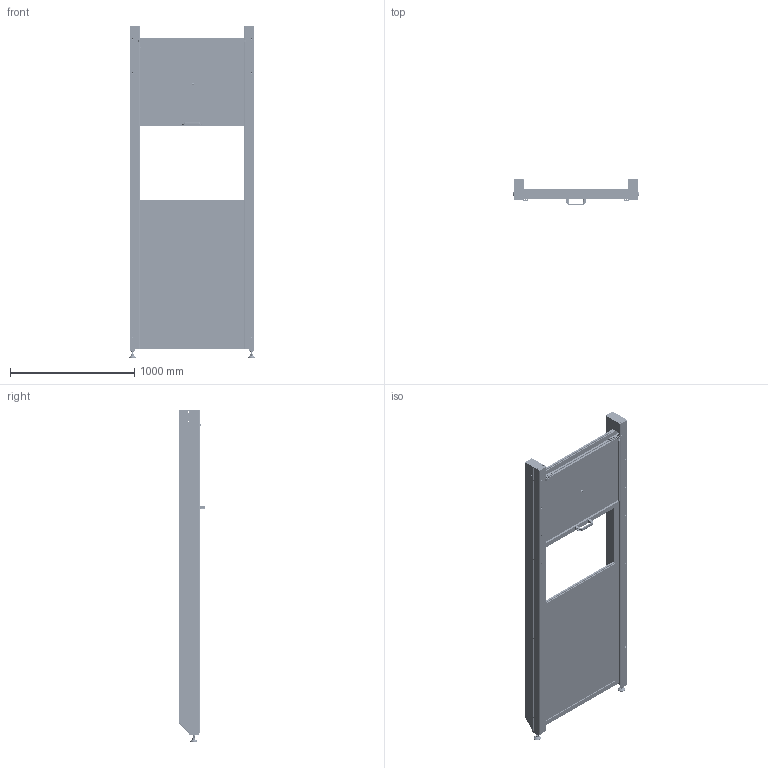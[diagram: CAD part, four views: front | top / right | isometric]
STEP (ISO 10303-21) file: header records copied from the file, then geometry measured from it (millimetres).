
FILE_DESCRIPTION(('STEP AP214'),'1');
FILE_NAME('SAFE08E6552.stp','2025-12-08T10:51:46',(' '),(' '),'Spatial InterOp 3D',' ',' ');
FILE_SCHEMA(('AUTOMOTIVE_DESIGN { 1 0 10303 214 1 1 1 1 }'));
Length unit declared in the file: millimetre
Products named in the file (140): Kit poignée PA 160; Vis CHC - M6x40; Ecrou hexagonal M6; Poignée PA 160; Porte guillotine - Ouverture H600x840 basse hauteur seuil 1200 - Montage avant; Pied D60 M12x75 Zn noir; Tige avec Ecrou type 1; Ecrou bas hexagonal M12; Socle Type 1; Kit de fixation; Vis CHC - M8x20; Écrou 8 St M8; kit plaque de base 8 80x40 M12, ep 16mm, noire; Plaque de base 80x40 M12, ep 16mm, noire; PanneauCompletEnRainure; Profil U; Polycarbonate ep 5mm; Fixation universelle 8 40 Zn; Vis BHC - M8x30; Noix Universelle 8 D20; Profilé 8 40x32 léger; Fixation hors standard - vis/écrou avec lamage - 8-40; Vis CHC - M8x40; Rondelle 13.5x9x1; Porte guillotine h (version de base) <2190>; Vis BHC - M5x14; Écrou 8 St M5 rainuré; Vis FHC - M5x20; Écrou 8 St M5; Kit Equerre 8 80x80x80 Zn; Cache Cache 8 80x80x80 Zn noir; Vis BHC - M8x18; Écrou 8 St M8 rainuré; Vis BHC - M8x16; Equerre 8 80x80x80 Zn; Porte guillotine - Support axe pignon; Rondelle M 8; Vis CHC - M8x30; Porte guillotine - Axe pignon; Porte guillotine - Pignon avec roulement ...
Assembly tree (316 placements, depth 6):
  Porte guillotine - Ouverture H600x840 basse hauteur seuil 1200 - Montage avant
    Kit poignée PA 160
      Vis CHC - M6x40  x2
      Ecrou hexagonal M6  x2
      Poignée PA 160
    Pied D60 M12x75 Zn noir  x2
      Tige avec Ecrou type 1
      Ecrou bas hexagonal M12
      Socle Type 1
    kit plaque de base 8 80x40 M12, ep 16mm, noire  x2
      Kit de fixation
        Vis CHC - M8x20
        Écrou 8 St M8
      Kit de fixation
        Vis CHC - M8x20
        Écrou 8 St M8
      Plaque de base 80x40 M12, ep 16mm, noire
    PanneauCompletEnRainure
      Profil U  x2
      Profil U  x2
      Polycarbonate ep 5mm
    PanneauCompletEnRainure
      Profil U  x2
      Profil U  x2
      Polycarbonate ep 5mm
    PanneauCompletEnRainure
      Profil U  x2
      Profil U  x2
      Polycarbonate ep 5mm
    Fixation universelle 8 40 Zn  x2
      Écrou 8 St M8
      Vis BHC - M8x30
      Noix Universelle 8 D20
    Profilé 8 40x32 léger
    Porte guillotine h (version de base) <2190>
      Fixation hors standard - vis/écrou avec lamage - 8-40  x8
        Vis CHC - M8x40
        Rondelle 13.5x9x1
        Écrou 8 St M8
      Kit de fixation  x24
        Vis BHC - M5x14
        Écrou 8 St M5 rainuré
      Fixation universelle 8 40 Zn  x6
        Écrou 8 St M8
        Vis BHC - M8x30
        Noix Universelle 8 D20
      Kit de fixation  x6
        Vis FHC - M5x20
        Écrou 8 St M5
      Kit de fixation  x6
        Vis FHC - M5x20
        Écrou 8 St M5 rainuré
      Kit Equerre 8 80x80x80 Zn  x2
        Cache Cache 8 80x80x80 Zn noir
        Kit de fixation
          Vis BHC - M8x18
          Écrou 8 St M8 rainuré
        Vis BHC - M8x16
        Equerre 8 80x80x80 Zn
      Porte guillotine - Support axe pignon  x2
Bounding box: 1019 x 211.43 x 2674.8 mm (x, y, z)
Volume: 47813687.3 mm3; surface area: 15173297.5 mm2
Topology: 441 solids, 441 shells, 7843 faces, 19662 edges, 12759 vertices
Faces by surface type: plane 5150, cylinder 2089, cone 306, sphere 118, bspline 116, torus 64
Full cylindrical faces by diameter (mm): 2.2 x2, 2.3 x18, 2.5 x2, 3 x8, 3.3 x40, 3.5 x6, 3.6 x2, 3.7 x4, 4 x106, 4.2 x40, 4.3 x24, 4.5 x48, 4.917 x2, 5 x110, 5.5 x48, 6 x48, 6.2 x14, 6.4 x26, 6.5 x20, 6.6 x12, 6.7 x2, 6.78 x23, 6.8 x50, 7 x18, 7.9 x2, 8 x136, 8.2 x10, 8.4 x8, 8.5 x10, 9 x24
Entity records: 147899 total; most frequent: CARTESIAN_POINT 22517, DIRECTION 13862, ORIENTED_EDGE 13368, EDGE_CURVE 6684, PROPERTY_DEFINITION_REPRESENTATION 5316, GENERAL_PROPERTY_ASSOCIATION 5316, PROPERTY_DEFINITION 5316, REPRESENTATION 5316
